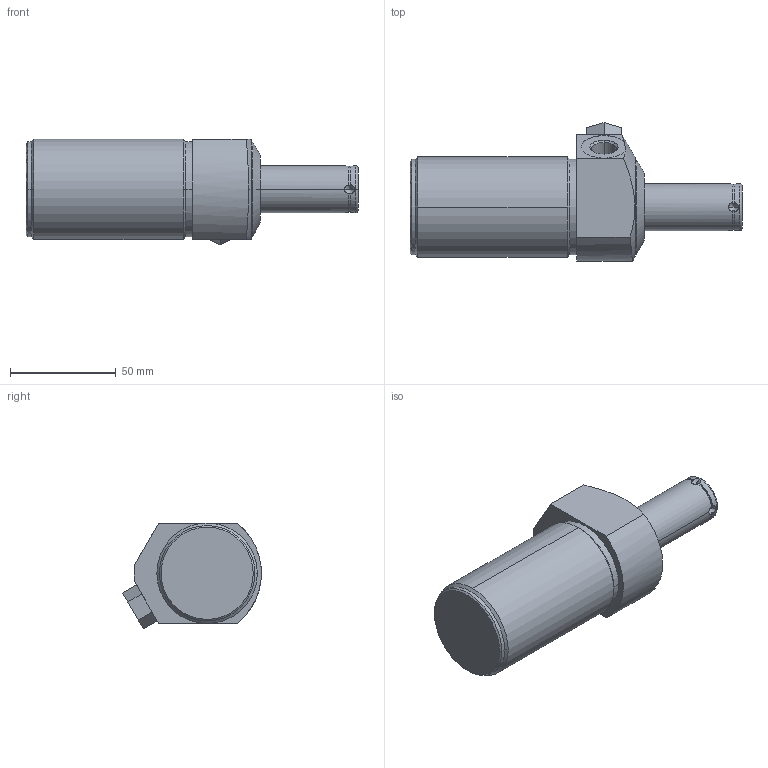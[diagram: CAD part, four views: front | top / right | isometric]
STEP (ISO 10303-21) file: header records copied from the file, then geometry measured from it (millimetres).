
FILE_DESCRIPTION((''),'2;1');
FILE_NAME('ILCM41501115','2023-03-22T06:02:54',('Jweaver'),(''),'CREO PARAMETRIC BY PTC INC, 2021164','CREO PARAMETRIC BY PTC INC, 2021164','');
FILE_SCHEMA(('AUTOMOTIVE_DESIGN { 1 0 10303 214 1 1 1 1 }'));
Length unit declared in the file: millimetre
Products named in the file (1): ILCM41501115
Bounding box: 157.34 x 65.77 x 50.2 mm (x, y, z)
Volume: 226394.5 mm3; surface area: 27815.4 mm2
Topology: 1 solids, 3 shells, 88 faces, 224 edges, 137 vertices
Faces by surface type: cylinder 32, plane 30, cone 24, torus 2
Entity records: 4025 total; most frequent: CARTESIAN_POINT 826, DIRECTION 463, ORIENTED_EDGE 424, PRESENTATION_STYLE_ASSIGNMENT 245, STYLED_ITEM 232, CURVE_STYLE 230, EDGE_CURVE 214, AXIS2_PLACEMENT_3D 185
